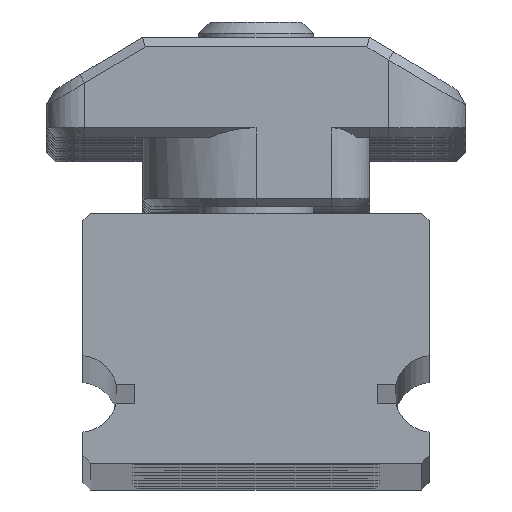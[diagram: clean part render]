
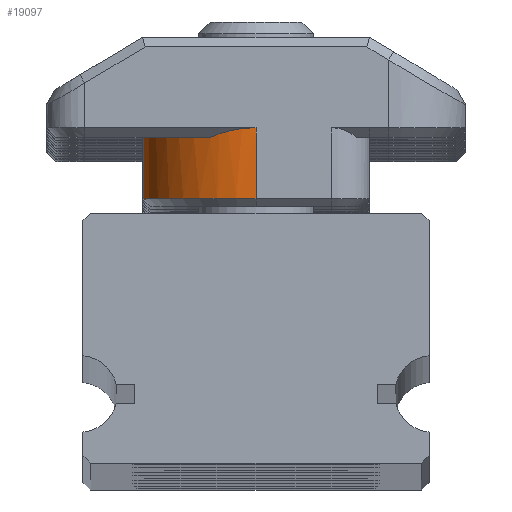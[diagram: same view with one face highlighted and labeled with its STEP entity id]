
A CAD part, top view. The second image highlights one B-rep face of the part: STEP entity #19097.
In plain terms, the highlighted cylindrical face has radius 2.95 mm (diameter 5.9 mm), a partial arc.
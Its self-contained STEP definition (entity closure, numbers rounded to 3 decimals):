
#16832 = PLANE('',#16833);
#16833 = AXIS2_PLACEMENT_3D('',#16834,#16835,#16836);
#16834 = CARTESIAN_POINT('',(0.089,0.089,2.6));
#16835 = DIRECTION('',(-0.,-0.,-1.));
#16836 = DIRECTION('',(-1.,0.,0.));
#17072 = PLANE('',#17073);
#17073 = AXIS2_PLACEMENT_3D('',#17074,#17075,#17076);
#17074 = CARTESIAN_POINT('',(-2.95,0.,4.4));
#17075 = DIRECTION('',(-1.,0.,0.));
#17076 = DIRECTION('',(0.,-1.,0.));
#17728 = EDGE_CURVE('',#17729,#17731,#17733,.T.);
#17729 = VERTEX_POINT('',#17730);
#17730 = CARTESIAN_POINT('',(-1.188,2.7,2.6));
#17731 = VERTEX_POINT('',#17732);
#17732 = CARTESIAN_POINT('',(-2.95,0.,2.6));
#17733 = SURFACE_CURVE('',#17734,(#17739,#17750),.PCURVE_S1.);
#17734 = CIRCLE('',#17735,2.95);
#17735 = AXIS2_PLACEMENT_3D('',#17736,#17737,#17738);
#17736 = CARTESIAN_POINT('',(0.,0.,2.6));
#17737 = DIRECTION('',(0.,0.,1.));
#17738 = DIRECTION('',(1.,0.,0.));
#17739 = PCURVE('',#16832,#17740);
#17740 = DEFINITIONAL_REPRESENTATION('',(#17741),#17749);
#17741 = ( BOUNDED_CURVE() B_SPLINE_CURVE(2,(#17742,#17743,#17744,#17745
    ,#17746,#17747,#17748),.UNSPECIFIED.,.T.,.F.) 
B_SPLINE_CURVE_WITH_KNOTS((1,2,2,2,2,1),(-2.094,0.,
    2.094,4.189,6.283,8.378),
.UNSPECIFIED.) CURVE() GEOMETRIC_REPRESENTATION_ITEM() 
RATIONAL_B_SPLINE_CURVE((1.,0.5,1.,0.5,1.,0.5,1.)) REPRESENTATION_ITEM(
  '') );
#17742 = CARTESIAN_POINT('',(-2.861,-0.089));
#17743 = CARTESIAN_POINT('',(-2.861,5.02));
#17744 = CARTESIAN_POINT('',(1.564,2.466));
#17745 = CARTESIAN_POINT('',(5.989,-0.089));
#17746 = CARTESIAN_POINT('',(1.564,-2.644));
#17747 = CARTESIAN_POINT('',(-2.861,-5.199));
#17748 = CARTESIAN_POINT('',(-2.861,-0.089));
#17749 = ( GEOMETRIC_REPRESENTATION_CONTEXT(2) 
PARAMETRIC_REPRESENTATION_CONTEXT() REPRESENTATION_CONTEXT('2D SPACE',''
  ) );
#17750 = PCURVE('',#17751,#17756);
#17751 = CYLINDRICAL_SURFACE('',#17752,2.95);
#17752 = AXIS2_PLACEMENT_3D('',#17753,#17754,#17755);
#17753 = CARTESIAN_POINT('',(0.,0.,4.4));
#17754 = DIRECTION('',(0.,0.,1.));
#17755 = DIRECTION('',(1.,0.,0.));
#17756 = DEFINITIONAL_REPRESENTATION('',(#17757),#17761);
#17757 = LINE('',#17758,#17759);
#17758 = CARTESIAN_POINT('',(0.,-1.8));
#17759 = VECTOR('',#17760,1.);
#17760 = DIRECTION('',(1.,0.));
#17761 = ( GEOMETRIC_REPRESENTATION_CONTEXT(2) 
PARAMETRIC_REPRESENTATION_CONTEXT() REPRESENTATION_CONTEXT('2D SPACE',''
  ) );
#17854 = PLANE('',#17855);
#17855 = AXIS2_PLACEMENT_3D('',#17856,#17857,#17858);
#17856 = CARTESIAN_POINT('',(-4.45,2.825,2.475));
#17857 = DIRECTION('',(0.,-0.707,-0.707));
#17858 = DIRECTION('',(1.,0.,0.));
#18087 = VERTEX_POINT('',#18088);
#18088 = CARTESIAN_POINT('',(-2.95,0.,4.2));
#18114 = EDGE_CURVE('',#18087,#17731,#18115,.T.);
#18115 = SURFACE_CURVE('',#18116,(#18120,#18127),.PCURVE_S1.);
#18116 = LINE('',#18117,#18118);
#18117 = CARTESIAN_POINT('',(-2.95,0.,4.4));
#18118 = VECTOR('',#18119,1.);
#18119 = DIRECTION('',(-0.,-0.,-1.));
#18120 = PCURVE('',#17072,#18121);
#18121 = DEFINITIONAL_REPRESENTATION('',(#18122),#18126);
#18122 = LINE('',#18123,#18124);
#18123 = CARTESIAN_POINT('',(0.,0.));
#18124 = VECTOR('',#18125,1.);
#18125 = DIRECTION('',(0.,-1.));
#18126 = ( GEOMETRIC_REPRESENTATION_CONTEXT(2) 
PARAMETRIC_REPRESENTATION_CONTEXT() REPRESENTATION_CONTEXT('2D SPACE',''
  ) );
#18127 = PCURVE('',#17751,#18128);
#18128 = DEFINITIONAL_REPRESENTATION('',(#18129),#18133);
#18129 = LINE('',#18130,#18131);
#18130 = CARTESIAN_POINT('',(3.142,0.));
#18131 = VECTOR('',#18132,1.);
#18132 = DIRECTION('',(0.,-1.));
#18133 = ( GEOMETRIC_REPRESENTATION_CONTEXT(2) 
PARAMETRIC_REPRESENTATION_CONTEXT() REPRESENTATION_CONTEXT('2D SPACE',''
  ) );
#18545 = CONICAL_SURFACE('',#18546,2.95,0.785);
#18546 = AXIS2_PLACEMENT_3D('',#18547,#18548,#18549);
#18547 = CARTESIAN_POINT('',(0.,0.,4.2));
#18548 = DIRECTION('',(0.,0.,-1.));
#18549 = DIRECTION('',(0.,1.,0.));
#19030 = PLANE('',#19031);
#19031 = AXIS2_PLACEMENT_3D('',#19032,#19033,#19034);
#19032 = CARTESIAN_POINT('',(-5.45,2.95,0.));
#19033 = DIRECTION('',(0.,1.,0.));
#19034 = DIRECTION('',(1.,0.,0.));
#19097 = ADVANCED_FACE('',(#19098),#17751,.T.);
#19098 = FACE_BOUND('',#19099,.T.);
#19099 = EDGE_LOOP('',(#19100,#19101,#19102,#19126,#19149,#19172));
#19100 = ORIENTED_EDGE('',*,*,#17728,.T.);
#19101 = ORIENTED_EDGE('',*,*,#18114,.F.);
#19102 = ORIENTED_EDGE('',*,*,#19103,.F.);
#19103 = EDGE_CURVE('',#19104,#18087,#19106,.T.);
#19104 = VERTEX_POINT('',#19105);
#19105 = CARTESIAN_POINT('',(0.,2.95,4.2));
#19106 = SURFACE_CURVE('',#19107,(#19112,#19119),.PCURVE_S1.);
#19107 = CIRCLE('',#19108,2.95);
#19108 = AXIS2_PLACEMENT_3D('',#19109,#19110,#19111);
#19109 = CARTESIAN_POINT('',(0.,0.,4.2));
#19110 = DIRECTION('',(0.,-0.,1.));
#19111 = DIRECTION('',(0.,1.,0.));
#19112 = PCURVE('',#17751,#19113);
#19113 = DEFINITIONAL_REPRESENTATION('',(#19114),#19118);
#19114 = LINE('',#19115,#19116);
#19115 = CARTESIAN_POINT('',(1.571,-0.2));
#19116 = VECTOR('',#19117,1.);
#19117 = DIRECTION('',(1.,0.));
#19118 = ( GEOMETRIC_REPRESENTATION_CONTEXT(2) 
PARAMETRIC_REPRESENTATION_CONTEXT() REPRESENTATION_CONTEXT('2D SPACE',''
  ) );
#19119 = PCURVE('',#18545,#19120);
#19120 = DEFINITIONAL_REPRESENTATION('',(#19121),#19125);
#19121 = LINE('',#19122,#19123);
#19122 = CARTESIAN_POINT('',(-0.,0.));
#19123 = VECTOR('',#19124,1.);
#19124 = DIRECTION('',(-1.,0.));
#19125 = ( GEOMETRIC_REPRESENTATION_CONTEXT(2) 
PARAMETRIC_REPRESENTATION_CONTEXT() REPRESENTATION_CONTEXT('2D SPACE',''
  ) );
#19126 = ORIENTED_EDGE('',*,*,#19127,.T.);
#19127 = EDGE_CURVE('',#19104,#19128,#19130,.T.);
#19128 = VERTEX_POINT('',#19129);
#19129 = CARTESIAN_POINT('',(0.,2.95,2.6));
#19130 = SURFACE_CURVE('',#19131,(#19135,#19142),.PCURVE_S1.);
#19131 = LINE('',#19132,#19133);
#19132 = CARTESIAN_POINT('',(0.,2.95,4.4));
#19133 = VECTOR('',#19134,1.);
#19134 = DIRECTION('',(-0.,-0.,-1.));
#19135 = PCURVE('',#17751,#19136);
#19136 = DEFINITIONAL_REPRESENTATION('',(#19137),#19141);
#19137 = LINE('',#19138,#19139);
#19138 = CARTESIAN_POINT('',(1.571,0.));
#19139 = VECTOR('',#19140,1.);
#19140 = DIRECTION('',(0.,-1.));
#19141 = ( GEOMETRIC_REPRESENTATION_CONTEXT(2) 
PARAMETRIC_REPRESENTATION_CONTEXT() REPRESENTATION_CONTEXT('2D SPACE',''
  ) );
#19142 = PCURVE('',#19030,#19143);
#19143 = DEFINITIONAL_REPRESENTATION('',(#19144),#19148);
#19144 = LINE('',#19145,#19146);
#19145 = CARTESIAN_POINT('',(5.45,-4.4));
#19146 = VECTOR('',#19147,1.);
#19147 = DIRECTION('',(0.,1.));
#19148 = ( GEOMETRIC_REPRESENTATION_CONTEXT(2) 
PARAMETRIC_REPRESENTATION_CONTEXT() REPRESENTATION_CONTEXT('2D SPACE',''
  ) );
#19149 = ORIENTED_EDGE('',*,*,#19150,.T.);
#19150 = EDGE_CURVE('',#19128,#19151,#19153,.T.);
#19151 = VERTEX_POINT('',#19152);
#19152 = CARTESIAN_POINT('',(0.,2.95,2.35));
#19153 = SURFACE_CURVE('',#19154,(#19158,#19165),.PCURVE_S1.);
#19154 = LINE('',#19155,#19156);
#19155 = CARTESIAN_POINT('',(0.,2.95,4.4));
#19156 = VECTOR('',#19157,1.);
#19157 = DIRECTION('',(-0.,-0.,-1.));
#19158 = PCURVE('',#17751,#19159);
#19159 = DEFINITIONAL_REPRESENTATION('',(#19160),#19164);
#19160 = LINE('',#19161,#19162);
#19161 = CARTESIAN_POINT('',(1.571,0.));
#19162 = VECTOR('',#19163,1.);
#19163 = DIRECTION('',(0.,-1.));
#19164 = ( GEOMETRIC_REPRESENTATION_CONTEXT(2) 
PARAMETRIC_REPRESENTATION_CONTEXT() REPRESENTATION_CONTEXT('2D SPACE',''
  ) );
#19165 = PCURVE('',#19030,#19166);
#19166 = DEFINITIONAL_REPRESENTATION('',(#19167),#19171);
#19167 = LINE('',#19168,#19169);
#19168 = CARTESIAN_POINT('',(5.45,-4.4));
#19169 = VECTOR('',#19170,1.);
#19170 = DIRECTION('',(0.,1.));
#19171 = ( GEOMETRIC_REPRESENTATION_CONTEXT(2) 
PARAMETRIC_REPRESENTATION_CONTEXT() REPRESENTATION_CONTEXT('2D SPACE',''
  ) );
#19172 = ORIENTED_EDGE('',*,*,#19173,.T.);
#19173 = EDGE_CURVE('',#19151,#17729,#19174,.T.);
#19174 = SURFACE_CURVE('',#19175,(#19180,#19190),.PCURVE_S1.);
#19175 = ELLIPSE('',#19176,4.172,2.95);
#19176 = AXIS2_PLACEMENT_3D('',#19177,#19178,#19179);
#19177 = CARTESIAN_POINT('',(0.,0.,5.3));
#19178 = DIRECTION('',(-0.,0.707,0.707));
#19179 = DIRECTION('',(0.,-0.707,0.707));
#19180 = PCURVE('',#17751,#19181);
#19181 = DEFINITIONAL_REPRESENTATION('',(#19182),#19189);
#19182 = B_SPLINE_CURVE_WITH_KNOTS('',5,(#19183,#19184,#19185,#19186,
    #19187,#19188),.UNSPECIFIED.,.F.,.F.,(6,6),(3.142,
    3.556),.PIECEWISE_BEZIER_KNOTS.);
#19183 = CARTESIAN_POINT('',(1.571,-2.05));
#19184 = CARTESIAN_POINT('',(1.654,-2.05));
#19185 = CARTESIAN_POINT('',(1.737,-2.025));
#19186 = CARTESIAN_POINT('',(1.82,-1.974));
#19187 = CARTESIAN_POINT('',(1.903,-1.899));
#19188 = CARTESIAN_POINT('',(1.985,-1.8));
#19189 = ( GEOMETRIC_REPRESENTATION_CONTEXT(2) 
PARAMETRIC_REPRESENTATION_CONTEXT() REPRESENTATION_CONTEXT('2D SPACE',''
  ) );
#19190 = PCURVE('',#17854,#19191);
#19191 = DEFINITIONAL_REPRESENTATION('',(#19192),#19200);
#19192 = ( BOUNDED_CURVE() B_SPLINE_CURVE(2,(#19193,#19194,#19195,#19196
    ,#19197,#19198,#19199),.UNSPECIFIED.,.T.,.F.) 
B_SPLINE_CURVE_WITH_KNOTS((1,2,2,2,2,1),(-2.094,0.,
    2.094,4.189,6.283,8.378),
.UNSPECIFIED.) CURVE() GEOMETRIC_REPRESENTATION_ITEM() 
RATIONAL_B_SPLINE_CURVE((1.,0.5,1.,0.5,1.,0.5,1.)) REPRESENTATION_ITEM(
  '') );
#19193 = CARTESIAN_POINT('',(4.45,8.167));
#19194 = CARTESIAN_POINT('',(9.56,8.167));
#19195 = CARTESIAN_POINT('',(7.005,1.909));
#19196 = CARTESIAN_POINT('',(4.45,-4.349));
#19197 = CARTESIAN_POINT('',(1.895,1.909));
#19198 = CARTESIAN_POINT('',(-0.66,8.167));
#19199 = CARTESIAN_POINT('',(4.45,8.167));
#19200 = ( GEOMETRIC_REPRESENTATION_CONTEXT(2) 
PARAMETRIC_REPRESENTATION_CONTEXT() REPRESENTATION_CONTEXT('2D SPACE',''
  ) );
